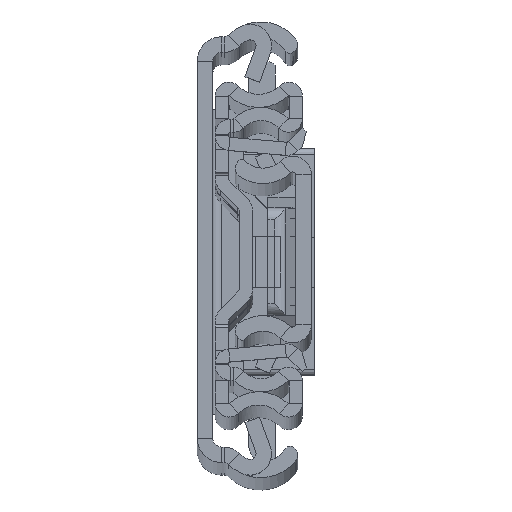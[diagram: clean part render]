
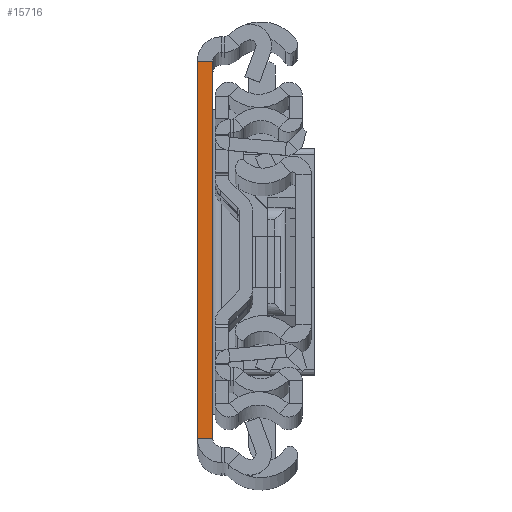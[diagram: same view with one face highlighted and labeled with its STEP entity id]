
A CAD part, top view. The second image highlights one B-rep face of the part: STEP entity #15716.
In plain terms, the highlighted planar face has unit normal (0, 0, 1).
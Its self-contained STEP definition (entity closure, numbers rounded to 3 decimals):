
#341 = CARTESIAN_POINT ( 'NONE',  ( 2.6, 31.5, 0. ) ) ;
#1104 = DIRECTION ( 'NONE',  ( 0., 0., -1. ) ) ;
#1185 = CARTESIAN_POINT ( 'NONE',  ( 2.6, -31.5, 0. ) ) ;
#1190 = PLANE ( 'NONE',  #14035 ) ;
#1752 = EDGE_CURVE ( 'NONE', #11918, #17841, #4170, .T. ) ;
#2349 = CARTESIAN_POINT ( 'NONE',  ( 0., -31.5, 0. ) ) ;
#2757 = EDGE_LOOP ( 'NONE', ( #9619, #5327, #16208, #11209 ) ) ;
#3208 = EDGE_CURVE ( 'NONE', #13813, #17841, #11738, .T. ) ;
#3443 = LINE ( 'NONE', #17396, #14049 ) ;
#3903 = CARTESIAN_POINT ( 'NONE',  ( 2.6, -31.5, 0. ) ) ;
#3916 = DIRECTION ( 'NONE',  ( 0., 1., 0. ) ) ;
#4170 = LINE ( 'NONE', #3903, #7316 ) ;
#5327 = ORIENTED_EDGE ( 'NONE', *, *, #5818, .F. ) ;
#5818 = EDGE_CURVE ( 'NONE', #14765, #13813, #14103, .T. ) ;
#7316 = VECTOR ( 'NONE', #8298, 1000. ) ;
#7437 = CARTESIAN_POINT ( 'NONE',  ( 0., 31.5, 0. ) ) ;
#7879 = VECTOR ( 'NONE', #15458, 1000. ) ;
#8298 = DIRECTION ( 'NONE',  ( 0., 1., 0. ) ) ;
#8601 = VECTOR ( 'NONE', #15648, 1000. ) ;
#9619 = ORIENTED_EDGE ( 'NONE', *, *, #3208, .F. ) ;
#9835 = CARTESIAN_POINT ( 'NONE',  ( 2.6, -31.5, 0. ) ) ;
#11123 = FACE_OUTER_BOUND ( 'NONE', #2757, .T. ) ;
#11209 = ORIENTED_EDGE ( 'NONE', *, *, #1752, .T. ) ;
#11738 = LINE ( 'NONE', #341, #8601 ) ;
#11839 = DIRECTION ( 'NONE',  ( 1., 0., 0. ) ) ;
#11918 = VERTEX_POINT ( 'NONE', #1185 ) ;
#12552 = CARTESIAN_POINT ( 'NONE',  ( 0., -31.5, 0. ) ) ;
#13813 = VERTEX_POINT ( 'NONE', #7437 ) ;
#14035 = AXIS2_PLACEMENT_3D ( 'NONE', #9835, #1104, #3916 ) ;
#14049 = VECTOR ( 'NONE', #11839, 1000. ) ;
#14103 = LINE ( 'NONE', #12552, #7879 ) ;
#14765 = VERTEX_POINT ( 'NONE', #2349 ) ;
#15458 = DIRECTION ( 'NONE',  ( 0., 1., 0. ) ) ;
#15648 = DIRECTION ( 'NONE',  ( 1., 0., 0. ) ) ;
#15708 = CARTESIAN_POINT ( 'NONE',  ( 2.6, 31.5, 0. ) ) ;
#15716 = ADVANCED_FACE ( 'NONE', ( #11123 ), #1190, .F. ) ;
#15949 = EDGE_CURVE ( 'NONE', #14765, #11918, #3443, .T. ) ;
#16208 = ORIENTED_EDGE ( 'NONE', *, *, #15949, .T. ) ;
#17396 = CARTESIAN_POINT ( 'NONE',  ( 2.6, -31.5, 0. ) ) ;
#17841 = VERTEX_POINT ( 'NONE', #15708 ) ;
